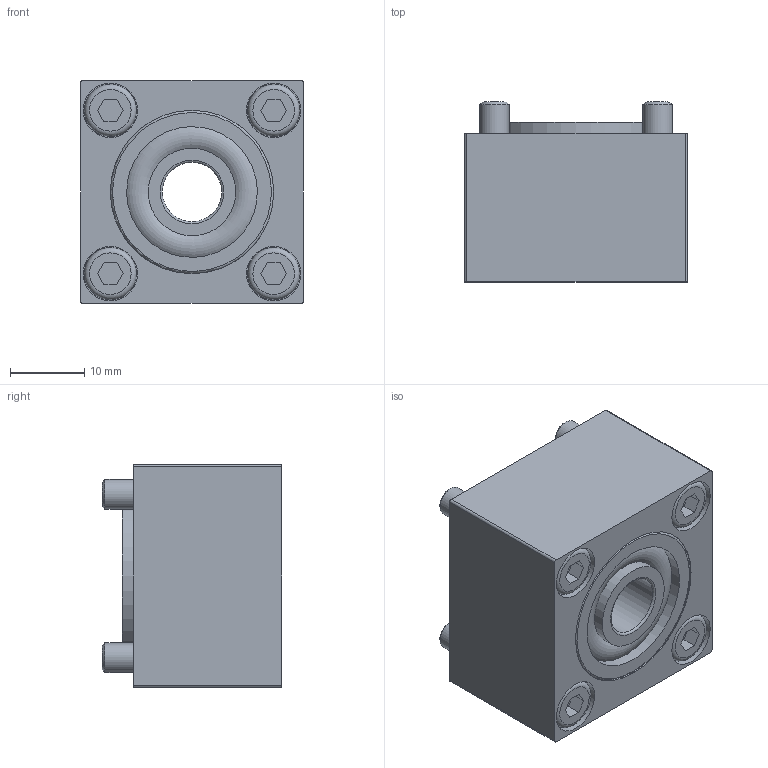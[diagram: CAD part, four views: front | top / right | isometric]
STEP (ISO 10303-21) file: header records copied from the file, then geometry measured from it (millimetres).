
FILE_DESCRIPTION(/* description */ ('Unknown'),/* implementation_level */ '2;1');
FILE_NAME(/* name */ 'A-0000170-Flanschlager30-doppelt',/* time_stamp */ '2020-04-02T16:51:09+02:00',/* author */ ('Unknown'),/* organization */ ('Unknown'),/* preprocessor_version */ 'ST-DEVELOPER v16.7',/* originating_system */ 'Solid Edge',/* authorisation */ 'Unknown');
FILE_SCHEMA (('AUTOMOTIVE_DESIGN {1 0 10303 214 3 1 1}'));
Length unit declared in the file: millimetre
Products named in the file (1): A-0000170-Flanschlager30-doppelt-dy
Bounding box: 30 x 24.2 x 30 mm (x, y, z)
Volume: 14855.4 mm3; surface area: 8711.8 mm2
Topology: 1 solids, 1 shells, 111 faces, 240 edges, 160 vertices
Faces by surface type: plane 59, cylinder 34, torus 14, cone 4
Full cylindrical faces by diameter (mm): 4 x4, 4.3 x4, 7 x4, 7.3 x4, 8 x2, 11.8 x4, 17.6 x4, 18 x1, 22 x2, 23 x1
Entity records: 2632 total; most frequent: DIRECTION 476, CARTESIAN_POINT 420, ORIENTED_EDGE 340, AXIS2_PLACEMENT_3D 194, EDGE_LOOP 190, FACE_BOUND 190, EDGE_CURVE 170, VERTEX_POINT 138
